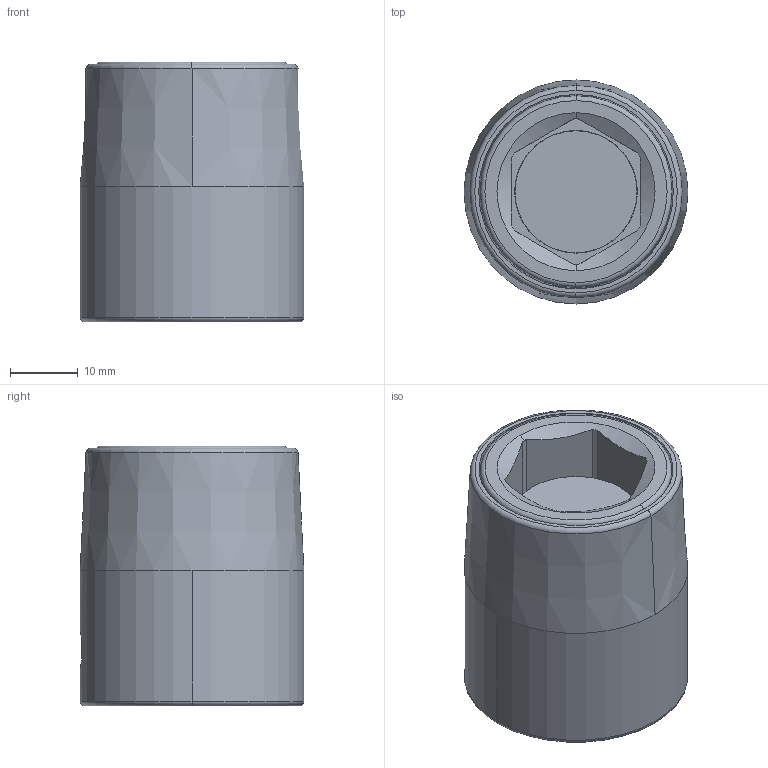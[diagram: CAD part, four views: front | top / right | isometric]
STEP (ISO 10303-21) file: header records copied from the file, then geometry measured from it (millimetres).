
FILE_DESCRIPTION((''),'2;1');
FILE_NAME('4027136019_ASM','2023-08-22T08:33:14',('A00565553'),(''),'CREO PARAMETRIC BY PTC INC, 2022414','CREO PARAMETRIC BY PTC INC, 2022414','');
FILE_SCHEMA(('CONFIG_CONTROL_DESIGN','GEOMETRIC_VALIDATION_PROPERTIES_MIM'));
Length unit declared in the file: millimetre
Products named in the file (3): 4027130519; 4027043330; 4027136019_ASM
Assembly tree (2 placements, depth 2):
  4027136019_ASM
    4027130519
    4027043330
Bounding box: 33 x 33 x 38.3 mm (x, y, z)
Volume: 23492.1 mm3; surface area: 15427.6 mm2
Topology: 3 solids, 3 shells, 87 faces, 225 edges, 142 vertices
Faces by surface type: cylinder 33, plane 27, cone 18, torus 9
Entity records: 3352 total; most frequent: CARTESIAN_POINT 834, DIRECTION 468, ORIENTED_EDGE 450, EDGE_CURVE 225, AXIS2_PLACEMENT_3D 196, VERTEX_POINT 142, CIRCLE 104, EDGE_LOOP 95
